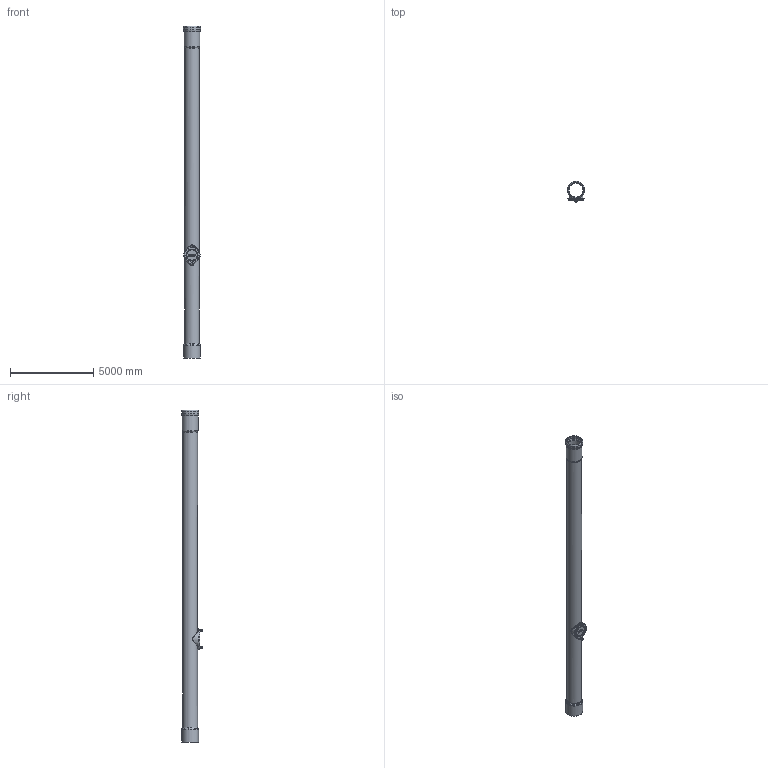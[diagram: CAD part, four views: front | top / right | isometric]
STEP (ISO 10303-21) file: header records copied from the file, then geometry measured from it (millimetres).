
FILE_DESCRIPTION(/* description */ (''),/* implementation_level */ '2;1');
FILE_NAME(/* name */ '05520.080N_3D.stp',/* time_stamp */ '2025-09-03T13:23:49+02:00',/* author */ ('c.rudolph'),/* organization */ (''),/* preprocessor_version */ 'ST-DEVELOPER v20',/* originating_system */ 'AutoCAD Mechanical',/* authorisation */ '');
FILE_SCHEMA (('AUTOMOTIVE_DESIGN { 1 0 10303 214 3 1 1 }'));
Length unit declared in the file: centimetre
Products named in the file (2): Product; *S0
Assembly tree (1 placements, depth 2):
  Product
    *S0
Bounding box: 1028 x 1254 x 20000 mm (x, y, z)
Volume: 1144000634.2 mm3; surface area: 114043124.5 mm2
Topology: 7 solids, 7 shells, 170 faces, 405 edges, 254 vertices
Faces by surface type: cone 64, plane 36, cylinder 28, torus 24, bspline 13, sphere 5
Full cylindrical faces by diameter (mm): 66.47 x2, 100 x2, 125 x2, 700 x1, 800 x1, 840 x1, 850 x1, 890 x1, 918 x1, 920 x1, 958 x1, 980 x1, 988 x1, 1020 x1, 1028 x1
Entity records: 20386 total; most frequent: CARTESIAN_POINT 16456, DIRECTION 844, ORIENTED_EDGE 792, EDGE_CURVE 396, AXIS2_PLACEMENT_3D 366, VERTEX_POINT 246, CIRCLE 201, EDGE_LOOP 186
